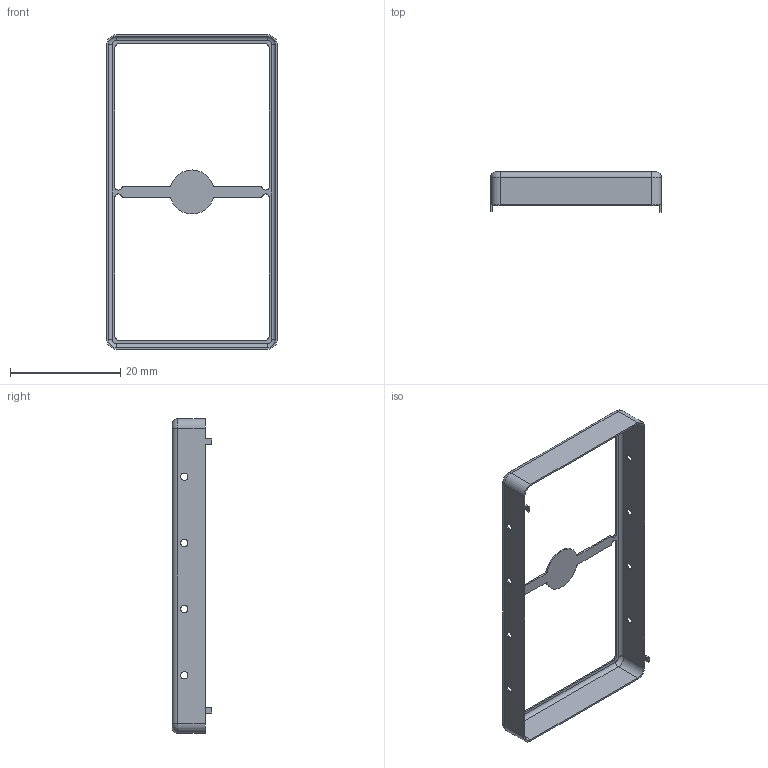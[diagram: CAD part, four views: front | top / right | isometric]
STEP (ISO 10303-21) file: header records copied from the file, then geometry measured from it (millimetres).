
FILE_DESCRIPTION (( 'STEP AP203' ), '1' );
FILE_NAME ('MS570-10F.step', '2020-11-16T13:34:04', ( '' ), ( '' ), 'SwSTEP 2.0', 'SolidWorks 2018', '' );
FILE_SCHEMA (( 'CONFIG_CONTROL_DESIGN' ));
Length unit declared in the file: millimetre
Products named in the file (1): MS570-10F
Bounding box: 31 x 7.2 x 57 mm (x, y, z)
Volume: 374.9 mm3; surface area: 2629.2 mm2
Topology: 1 solids, 1 shells, 97 faces, 253 edges, 158 vertices
Faces by surface type: cylinder 53, plane 36, torus 8
Entity records: 3102 total; most frequent: DIRECTION 563, CARTESIAN_POINT 509, ORIENTED_EDGE 506, EDGE_CURVE 253, AXIS2_PLACEMENT_3D 212, VERTEX_POINT 158, LINE 139, VECTOR 139
